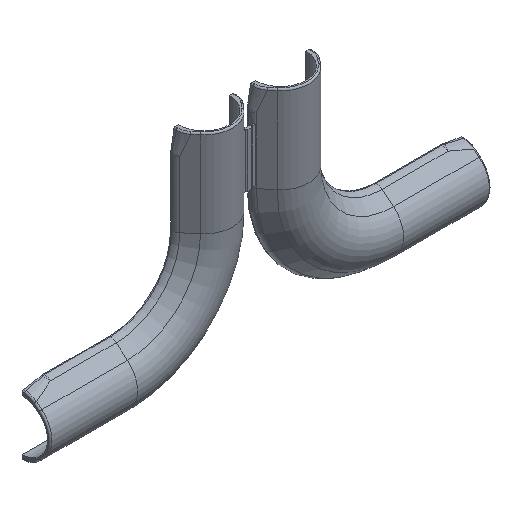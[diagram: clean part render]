
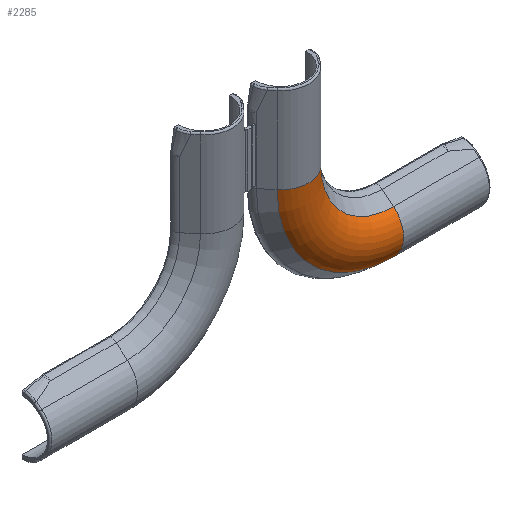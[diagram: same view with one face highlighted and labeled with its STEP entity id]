
A CAD part, isometric view. The second image highlights one B-rep face of the part: STEP entity #2285.
In plain terms, the highlighted toroidal (fillet/blend) face has major radius 30.2 mm and minor radius 9.05 mm.
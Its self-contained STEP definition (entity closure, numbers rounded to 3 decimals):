
#239 = CIRCLE ( 'NONE', #2458, 23.267 ) ;
#437 = DIRECTION ( 'NONE',  ( 0., 0., -1. ) ) ;
#592 = VERTEX_POINT ( 'NONE', #3313 ) ;
#657 = EDGE_LOOP ( 'NONE', ( #1421, #1564, #4976, #3492 ) ) ;
#905 = DIRECTION ( 'NONE',  ( 0., 1., 0. ) ) ;
#1105 = DIRECTION ( 'NONE',  ( 1., 0., 0. ) ) ;
#1421 = ORIENTED_EDGE ( 'NONE', *, *, #5484, .F. ) ;
#1504 = AXIS2_PLACEMENT_3D ( 'NONE', #1562, #1105, #1530 ) ;
#1508 = CIRCLE ( 'NONE', #1504, 9.05 ) ;
#1530 = DIRECTION ( 'NONE',  ( 0., 0., -1. ) ) ;
#1562 = CARTESIAN_POINT ( 'NONE',  ( 54.601, 0., -31. ) ) ;
#1564 = ORIENTED_EDGE ( 'NONE', *, *, #2428, .F. ) ;
#1671 = CARTESIAN_POINT ( 'NONE',  ( 54.601, -5.817, -24.067 ) ) ;
#1840 = DIRECTION ( 'NONE',  ( -1., 0., 0. ) ) ;
#2031 = CARTESIAN_POINT ( 'NONE',  ( 31.334, -5.817, -0.8 ) ) ;
#2285 = ADVANCED_FACE ( 'NONE', ( #3925 ), #4418, .T. ) ;
#2402 = CARTESIAN_POINT ( 'NONE',  ( 24.401, 0., -0.8 ) ) ;
#2428 = EDGE_CURVE ( 'NONE', #5241, #4159, #1508, .T. ) ;
#2458 = AXIS2_PLACEMENT_3D ( 'NONE', #3693, #2674, #437 ) ;
#2674 = DIRECTION ( 'NONE',  ( 0., 1., 0. ) ) ;
#2828 = VERTEX_POINT ( 'NONE', #2031 ) ;
#2966 = AXIS2_PLACEMENT_3D ( 'NONE', #3476, #6062, #5183 ) ;
#3313 = CARTESIAN_POINT ( 'NONE',  ( 17.469, -5.817, -0.8 ) ) ;
#3476 = CARTESIAN_POINT ( 'NONE',  ( 54.601, 0., -0.8 ) ) ;
#3492 = ORIENTED_EDGE ( 'NONE', *, *, #3512, .T. ) ;
#3512 = EDGE_CURVE ( 'NONE', #2828, #592, #4205, .T. ) ;
#3568 = CARTESIAN_POINT ( 'NONE',  ( 54.601, -5.817, -0.8 ) ) ;
#3693 = CARTESIAN_POINT ( 'NONE',  ( 54.601, -5.817, -0.8 ) ) ;
#3925 = FACE_OUTER_BOUND ( 'NONE', #657, .T. ) ;
#3983 = CARTESIAN_POINT ( 'NONE',  ( 54.601, -5.817, -37.933 ) ) ;
#4082 = DIRECTION ( 'NONE',  ( 0., 0., -1. ) ) ;
#4159 = VERTEX_POINT ( 'NONE', #3983 ) ;
#4205 = CIRCLE ( 'NONE', #4779, 9.05 ) ;
#4418 = TOROIDAL_SURFACE ( 'NONE', #2966, 30.2, 9.05 ) ;
#4554 = AXIS2_PLACEMENT_3D ( 'NONE', #3568, #905, #6791 ) ;
#4779 = AXIS2_PLACEMENT_3D ( 'NONE', #2402, #4082, #1840 ) ;
#4976 = ORIENTED_EDGE ( 'NONE', *, *, #6020, .T. ) ;
#5183 = DIRECTION ( 'NONE',  ( 0., 0., -1. ) ) ;
#5241 = VERTEX_POINT ( 'NONE', #1671 ) ;
#5484 = EDGE_CURVE ( 'NONE', #4159, #592, #6679, .T. ) ;
#6020 = EDGE_CURVE ( 'NONE', #5241, #2828, #239, .T. ) ;
#6062 = DIRECTION ( 'NONE',  ( 0., -1., 0. ) ) ;
#6679 = CIRCLE ( 'NONE', #4554, 37.133 ) ;
#6791 = DIRECTION ( 'NONE',  ( 0., 0., -1. ) ) ;
